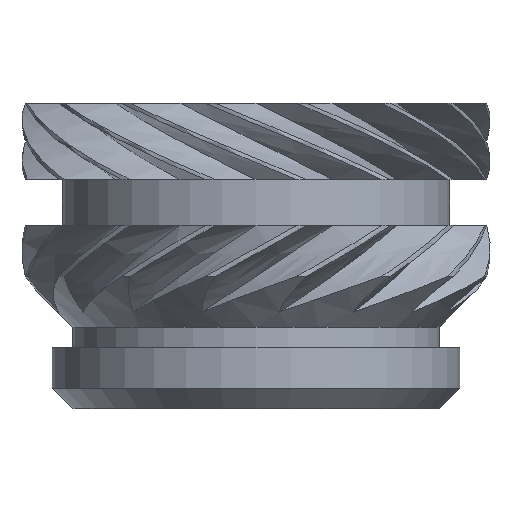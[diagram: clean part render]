
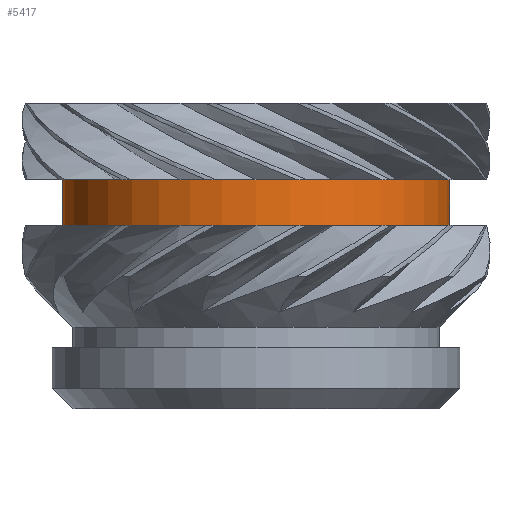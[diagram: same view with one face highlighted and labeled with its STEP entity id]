
A CAD part, front view. The second image highlights one B-rep face of the part: STEP entity #5417.
In plain terms, the highlighted cylindrical face has radius 1.9 mm (diameter 3.8 mm), a full revolution.
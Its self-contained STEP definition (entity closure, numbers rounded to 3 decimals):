
#417=FACE_OUTER_BOUND('',#735,.T.);
#735=EDGE_LOOP('',(#4229,#4230,#4231,#4232));
#967=CIRCLE('',#5689,1.9);
#1001=CIRCLE('',#5753,1.9);
#1484=LINE('',#10375,#1804);
#1804=VECTOR('',#6145,1.9);
#2235=VERTEX_POINT('',#7648);
#2333=VERTEX_POINT('',#9378);
#2822=EDGE_CURVE('',#2235,#2235,#967,.T.);
#3008=EDGE_CURVE('',#2333,#2333,#1001,.T.);
#3030=EDGE_CURVE('',#2333,#2235,#1484,.T.);
#4229=ORIENTED_EDGE('',*,*,#3008,.F.);
#4230=ORIENTED_EDGE('',*,*,#3030,.T.);
#4231=ORIENTED_EDGE('',*,*,#2822,.T.);
#4232=ORIENTED_EDGE('',*,*,#3030,.F.);
#5294=CYLINDRICAL_SURFACE('',#5768,1.9);
#5417=ADVANCED_FACE('',(#417),#5294,.T.);
#5689=AXIS2_PLACEMENT_3D('',#7649,#5980,#5981);
#5753=AXIS2_PLACEMENT_3D('',#9379,#6108,#6109);
#5768=AXIS2_PLACEMENT_3D('',#10374,#6143,#6144);
#5980=DIRECTION('center_axis',(0.,0.,1.));
#5981=DIRECTION('ref_axis',(1.,0.,0.));
#6108=DIRECTION('center_axis',(0.,0.,1.));
#6109=DIRECTION('ref_axis',(1.,0.,0.));
#6143=DIRECTION('center_axis',(0.,0.,1.));
#6144=DIRECTION('ref_axis',(1.,0.,0.));
#6145=DIRECTION('',(0.,0.,-1.));
#7648=CARTESIAN_POINT('',(-1.9,0.,1.8));
#7649=CARTESIAN_POINT('Origin',(0.,0.,1.8));
#9378=CARTESIAN_POINT('',(-1.9,0.,2.25));
#9379=CARTESIAN_POINT('Origin',(0.,0.,2.25));
#10374=CARTESIAN_POINT('Origin',(0.,0.,2.025));
#10375=CARTESIAN_POINT('',(-1.9,0.,2.025));
